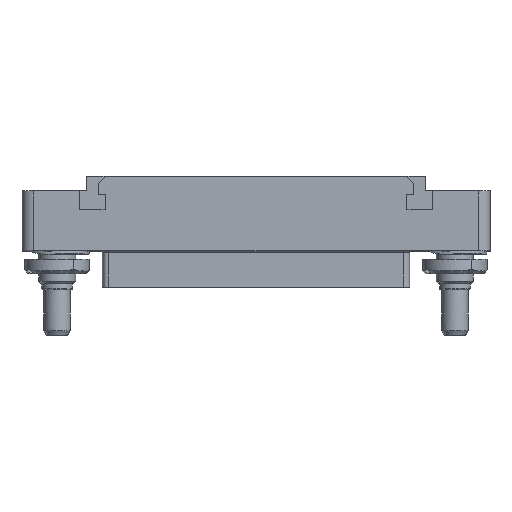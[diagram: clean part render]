
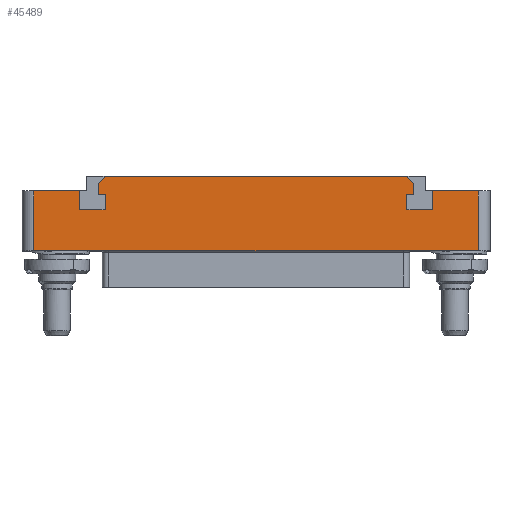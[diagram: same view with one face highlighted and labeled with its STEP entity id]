
A CAD part, top view. The second image highlights one B-rep face of the part: STEP entity #45489.
In plain terms, the highlighted planar face has unit normal (0, 0, 1).
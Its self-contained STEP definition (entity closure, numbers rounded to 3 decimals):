
#4447=DIRECTION('',(0.,-1.,0.));
#4448=VECTOR('',#4447,10.25);
#4449=CARTESIAN_POINT('',(-38.,10.25,7.));
#4450=LINE('',#4449,#4448);
#4465=DIRECTION('',(-1.,0.,0.));
#4466=VECTOR('',#4465,76.);
#4467=CARTESIAN_POINT('',(38.,0.,7.));
#4468=LINE('',#4467,#4466);
#4469=DIRECTION('',(1.,0.,0.));
#4470=VECTOR('',#4469,7.8);
#4471=CARTESIAN_POINT('',(-38.,10.25,7.));
#4472=LINE('',#4471,#4470);
#4473=DIRECTION('',(0.,-1.,0.));
#4474=VECTOR('',#4473,3.2);
#4475=CARTESIAN_POINT('',(-30.2,10.25,7.));
#4476=LINE('',#4475,#4474);
#4477=DIRECTION('',(1.,0.,0.));
#4478=VECTOR('',#4477,4.4);
#4479=CARTESIAN_POINT('',(-30.2,7.05,7.));
#4480=LINE('',#4479,#4478);
#4481=DIRECTION('',(0.,1.,0.));
#4482=VECTOR('',#4481,2.6);
#4483=CARTESIAN_POINT('',(-25.8,7.05,7.));
#4484=LINE('',#4483,#4482);
#4485=DIRECTION('',(-1.,0.,0.));
#4486=VECTOR('',#4485,1.2);
#4487=CARTESIAN_POINT('',(-25.8,9.65,7.));
#4488=LINE('',#4487,#4486);
#4489=DIRECTION('',(0.,-1.,0.));
#4490=VECTOR('',#4489,1.9);
#4491=CARTESIAN_POINT('',(-27.,11.55,7.));
#4492=LINE('',#4491,#4490);
#4493=DIRECTION('',(1.,0.,0.));
#4494=VECTOR('',#4493,51.6);
#4495=CARTESIAN_POINT('',(-25.8,12.75,7.));
#4496=LINE('',#4495,#4494);
#4497=DIRECTION('',(0.,-1.,0.));
#4498=VECTOR('',#4497,1.9);
#4499=CARTESIAN_POINT('',(27.,11.55,7.));
#4500=LINE('',#4499,#4498);
#4501=DIRECTION('',(-1.,0.,0.));
#4502=VECTOR('',#4501,1.2);
#4503=CARTESIAN_POINT('',(27.,9.65,7.));
#4504=LINE('',#4503,#4502);
#4505=DIRECTION('',(0.,-1.,0.));
#4506=VECTOR('',#4505,2.6);
#4507=CARTESIAN_POINT('',(25.8,9.65,7.));
#4508=LINE('',#4507,#4506);
#4509=DIRECTION('',(1.,0.,0.));
#4510=VECTOR('',#4509,4.4);
#4511=CARTESIAN_POINT('',(25.8,7.05,7.));
#4512=LINE('',#4511,#4510);
#4513=DIRECTION('',(0.,1.,0.));
#4514=VECTOR('',#4513,3.2);
#4515=CARTESIAN_POINT('',(30.2,7.05,7.));
#4516=LINE('',#4515,#4514);
#4517=DIRECTION('',(1.,0.,0.));
#4518=VECTOR('',#4517,7.8);
#4519=CARTESIAN_POINT('',(30.2,10.25,7.));
#4520=LINE('',#4519,#4518);
#4521=DIRECTION('',(0.,1.,0.));
#4522=VECTOR('',#4521,10.25);
#4523=CARTESIAN_POINT('',(38.,0.,7.));
#4524=LINE('',#4523,#4522);
#4791=DIRECTION('',(0.707,-0.707,0.));
#4792=VECTOR('',#4791,1.697);
#4793=CARTESIAN_POINT('',(25.8,12.75,7.));
#4794=LINE('',#4793,#4792);
#4815=DIRECTION('',(-0.707,-0.707,0.));
#4816=VECTOR('',#4815,1.697);
#4817=CARTESIAN_POINT('',(-25.8,12.75,7.));
#4818=LINE('',#4817,#4816);
#36500=CARTESIAN_POINT('',(-30.2,10.25,7.));
#36501=CARTESIAN_POINT('',(-30.2,7.05,7.));
#36502=VERTEX_POINT('',#36500);
#36503=VERTEX_POINT('',#36501);
#36504=CARTESIAN_POINT('',(-25.8,7.05,7.));
#36505=VERTEX_POINT('',#36504);
#36506=CARTESIAN_POINT('',(-25.8,9.65,7.));
#36507=VERTEX_POINT('',#36506);
#36508=CARTESIAN_POINT('',(-27.,9.65,7.));
#36509=VERTEX_POINT('',#36508);
#36510=CARTESIAN_POINT('',(27.,9.65,7.));
#36511=CARTESIAN_POINT('',(25.8,9.65,7.));
#36512=VERTEX_POINT('',#36510);
#36513=VERTEX_POINT('',#36511);
#36514=CARTESIAN_POINT('',(25.8,7.05,7.));
#36515=VERTEX_POINT('',#36514);
#36516=CARTESIAN_POINT('',(30.2,7.05,7.));
#36517=VERTEX_POINT('',#36516);
#36518=CARTESIAN_POINT('',(30.2,10.25,7.));
#36519=VERTEX_POINT('',#36518);
#36524=CARTESIAN_POINT('',(-25.8,12.75,7.));
#36526=VERTEX_POINT('',#36524);
#36528=CARTESIAN_POINT('',(-27.,11.55,7.));
#36530=VERTEX_POINT('',#36528);
#36532=CARTESIAN_POINT('',(25.8,12.75,7.));
#36534=VERTEX_POINT('',#36532);
#36536=CARTESIAN_POINT('',(27.,11.55,7.));
#36538=VERTEX_POINT('',#36536);
#36628=CARTESIAN_POINT('',(38.,0.,7.));
#36629=CARTESIAN_POINT('',(38.,10.25,7.));
#36630=VERTEX_POINT('',#36628);
#36631=VERTEX_POINT('',#36629);
#36636=CARTESIAN_POINT('',(-38.,10.25,7.));
#36637=CARTESIAN_POINT('',(-38.,0.,7.));
#36638=VERTEX_POINT('',#36636);
#36639=VERTEX_POINT('',#36637);
#45449=CARTESIAN_POINT('',(0.,0.,7.));
#45450=DIRECTION('',(0.,0.,-1.));
#45451=DIRECTION('',(-1.,0.,0.));
#45452=AXIS2_PLACEMENT_3D('',#45449,#45450,#45451);
#45453=PLANE('',#45452);
#45455=ORIENTED_EDGE('',*,*,#45454,.F.);
#45456=ORIENTED_EDGE('',*,*,#43366,.T.);
#45457=ORIENTED_EDGE('',*,*,#45441,.F.);
#45458=ORIENTED_EDGE('',*,*,#45417,.T.);
#45460=ORIENTED_EDGE('',*,*,#45459,.T.);
#45462=ORIENTED_EDGE('',*,*,#45461,.T.);
#45464=ORIENTED_EDGE('',*,*,#45463,.T.);
#45466=ORIENTED_EDGE('',*,*,#45465,.T.);
#45468=ORIENTED_EDGE('',*,*,#45467,.F.);
#45470=ORIENTED_EDGE('',*,*,#45469,.F.);
#45472=ORIENTED_EDGE('',*,*,#45471,.T.);
#45474=ORIENTED_EDGE('',*,*,#45473,.T.);
#45476=ORIENTED_EDGE('',*,*,#45475,.T.);
#45478=ORIENTED_EDGE('',*,*,#45477,.T.);
#45480=ORIENTED_EDGE('',*,*,#45479,.T.);
#45482=ORIENTED_EDGE('',*,*,#45481,.T.);
#45484=ORIENTED_EDGE('',*,*,#45483,.T.);
#45486=ORIENTED_EDGE('',*,*,#45485,.T.);
#45487=EDGE_LOOP('',(#45455,#45456,#45457,#45458,#45460,#45462,#45464,#45466,
#45468,#45470,#45472,#45474,#45476,#45478,#45480,#45482,#45484,#45486));
#45488=FACE_OUTER_BOUND('',#45487,.F.);
#45489=ADVANCED_FACE('',(#45488),#45453,.F.);
#43366=EDGE_CURVE('',#36630,#36639,#4468,.T.);
#45417=EDGE_CURVE('',#36638,#36502,#4472,.T.);
#45441=EDGE_CURVE('',#36638,#36639,#4450,.T.);
#45454=EDGE_CURVE('',#36630,#36631,#4524,.T.);
#45459=EDGE_CURVE('',#36502,#36503,#4476,.T.);
#45461=EDGE_CURVE('',#36503,#36505,#4480,.T.);
#45463=EDGE_CURVE('',#36505,#36507,#4484,.T.);
#45465=EDGE_CURVE('',#36507,#36509,#4488,.T.);
#45467=EDGE_CURVE('',#36530,#36509,#4492,.T.);
#45469=EDGE_CURVE('',#36526,#36530,#4818,.T.);
#45471=EDGE_CURVE('',#36526,#36534,#4496,.T.);
#45473=EDGE_CURVE('',#36534,#36538,#4794,.T.);
#45475=EDGE_CURVE('',#36538,#36512,#4500,.T.);
#45477=EDGE_CURVE('',#36512,#36513,#4504,.T.);
#45479=EDGE_CURVE('',#36513,#36515,#4508,.T.);
#45481=EDGE_CURVE('',#36515,#36517,#4512,.T.);
#45483=EDGE_CURVE('',#36517,#36519,#4516,.T.);
#45485=EDGE_CURVE('',#36519,#36631,#4520,.T.);
